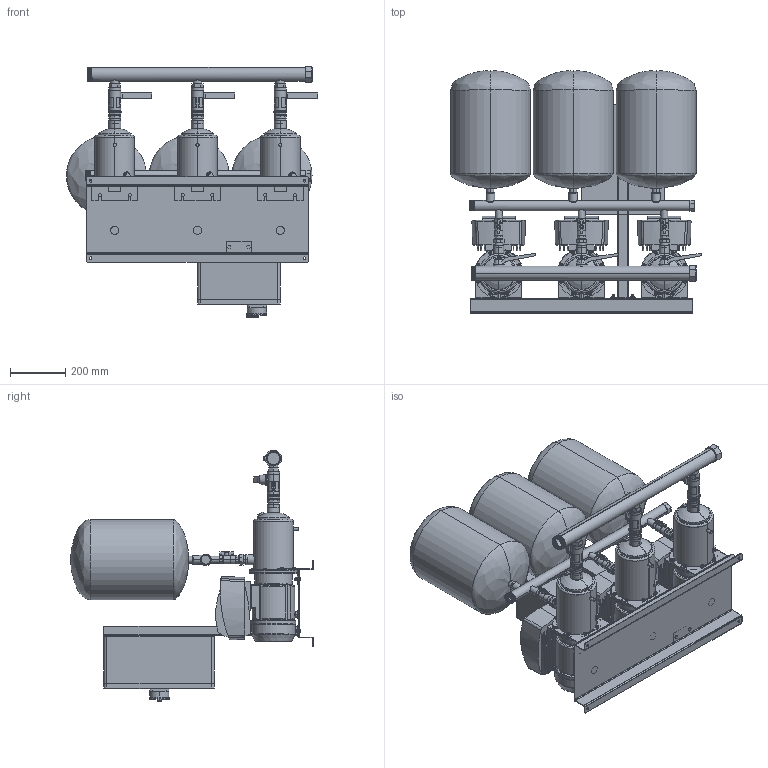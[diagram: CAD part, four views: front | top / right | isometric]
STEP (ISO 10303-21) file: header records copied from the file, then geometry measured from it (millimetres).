
FILE_DESCRIPTION (( 'STEP AP214' ), '1' );
FILE_NAME ('3EH_5-7_TE.STEP', '2022-03-02T09:53:59', ( '' ), ( '' ), 'SwSTEP 2.0', 'SolidWorks 2020', '' );
FILE_SCHEMA (( 'AUTOMOTIVE_DESIGN' ));
Length unit declared in the file: mil
Products named in the file (1): 3EH_5-7_TE
Bounding box: 910 x 880 x 909.25 mm (x, y, z)
Volume: 97215739.7 mm3; surface area: 6511110.9 mm2
Topology: 63 solids, 64 shells, 2239 faces, 5380 edges, 3475 vertices
Faces by surface type: plane 1192, cylinder 777, cone 160, bspline 48, torus 48, sphere 14
Entity records: 96067 total; most frequent: CARTESIAN_POINT 40122, ORIENTED_EDGE 10744, DIRECTION 10658, EDGE_CURVE 5372, AXIS2_PLACEMENT_3D 3765, VERTEX_POINT 3475, LINE 3128, VECTOR 3128
